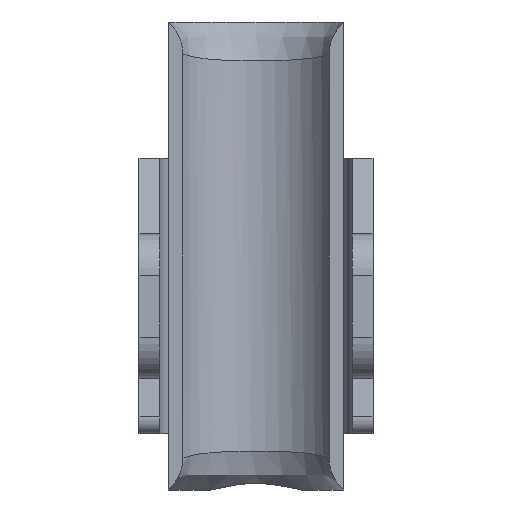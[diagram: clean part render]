
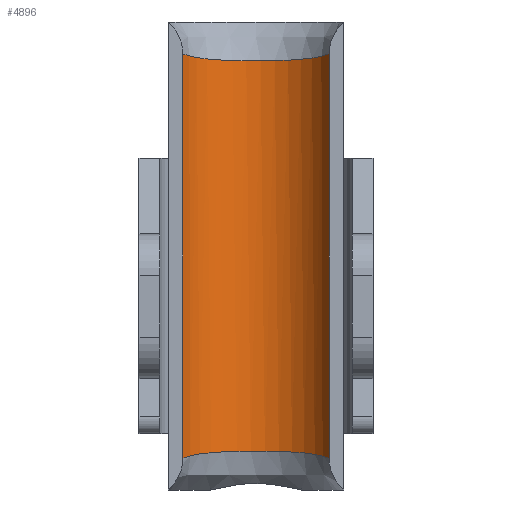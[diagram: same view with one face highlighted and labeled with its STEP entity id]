
A CAD part, front view. The second image highlights one B-rep face of the part: STEP entity #4896.
In plain terms, the highlighted cylindrical face has radius 6 mm (diameter 12 mm), a partial arc.
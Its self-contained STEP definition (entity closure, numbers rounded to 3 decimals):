
#103 = VERTEX_POINT ( 'NONE', #3073 ) ;
#261 = ORIENTED_EDGE ( 'NONE', *, *, #2287, .T. ) ;
#264 = CARTESIAN_POINT ( 'NONE',  ( 5.307, -3.2, 14.683 ) ) ;
#271 = CARTESIAN_POINT ( 'NONE',  ( -1.083, -0.092, -14.181 ) ) ;
#304 = CARTESIAN_POINT ( 'NONE',  ( 2.138, -0.387, -14.215 ) ) ;
#321 = CARTESIAN_POINT ( 'NONE',  ( 4.725, -2.292, 14.499 ) ) ;
#333 = CARTESIAN_POINT ( 'NONE',  ( 3.571, -1.148, -14.313 ) ) ;
#443 = CARTESIAN_POINT ( 'NONE',  ( 5.307, -3.2, 17. ) ) ;
#599 = CYLINDRICAL_SURFACE ( 'NONE', #3888, 6. ) ;
#728 = VERTEX_POINT ( 'NONE', #5532 ) ;
#738 = CARTESIAN_POINT ( 'NONE',  ( 0.555, 0., -14.172 ) ) ;
#888 = ORIENTED_EDGE ( 'NONE', *, *, #2385, .F. ) ;
#1154 = CARTESIAN_POINT ( 'NONE',  ( 4.001, -1.497, 14.364 ) ) ;
#1167 = CARTESIAN_POINT ( 'NONE',  ( 1.878, -0.295, -14.204 ) ) ;
#1186 = CARTESIAN_POINT ( 'NONE',  ( -0.27, 0., -14.172 ) ) ;
#1210 = CARTESIAN_POINT ( 'NONE',  ( 0.555, 0., 14.172 ) ) ;
#1355 = VERTEX_POINT ( 'NONE', #2086 ) ;
#1610 = CARTESIAN_POINT ( 'NONE',  ( 5.181, -2.961, -14.63 ) ) ;
#1650 = CARTESIAN_POINT ( 'NONE',  ( 1.091, -0.075, -14.179 ) ) ;
#1662 = CARTESIAN_POINT ( 'NONE',  ( -1.083, -0.092, 14.181 ) ) ;
#1679 = CARTESIAN_POINT ( 'NONE',  ( -3.339, -1.007, 14.294 ) ) ;
#1697 = DIRECTION ( 'NONE',  ( 0., 0., -1. ) ) ;
#1713 = VECTOR ( 'NONE', #4190, 1000. ) ;
#1782 = LINE ( 'NONE', #443, #4319 ) ;
#2034 = CARTESIAN_POINT ( 'NONE',  ( 1.878, -0.295, 14.204 ) ) ;
#2048 = CARTESIAN_POINT ( 'NONE',  ( -5.181, -2.961, -14.63 ) ) ;
#2061 = CARTESIAN_POINT ( 'NONE',  ( 2.637, -0.604, 14.241 ) ) ;
#2086 = CARTESIAN_POINT ( 'NONE',  ( -5.307, -3.2, -14.683 ) ) ;
#2089 = CARTESIAN_POINT ( 'NONE',  ( 2.877, -0.728, -14.257 ) ) ;
#2099 = CARTESIAN_POINT ( 'NONE',  ( 2.138, -0.387, 14.215 ) ) ;
#2287 = EDGE_CURVE ( 'NONE', #4708, #728, #3375, .T. ) ;
#2385 = EDGE_CURVE ( 'NONE', #4708, #103, #1782, .T. ) ;
#2502 = CARTESIAN_POINT ( 'NONE',  ( -1.352, -0.148, 14.188 ) ) ;
#2509 = CARTESIAN_POINT ( 'NONE',  ( -4.181, -1.688, -14.396 ) ) ;
#2550 = CARTESIAN_POINT ( 'NONE',  ( 5.181, -2.961, 14.63 ) ) ;
#2820 = CARTESIAN_POINT ( 'NONE',  ( 0., -6., 17. ) ) ;
#2894 = CARTESIAN_POINT ( 'NONE',  ( -5.307, -3.2, 17. ) ) ;
#2930 = CARTESIAN_POINT ( 'NONE',  ( -2.639, -0.584, 14.238 ) ) ;
#2938 = CARTESIAN_POINT ( 'NONE',  ( 5.038, -2.73, -14.583 ) ) ;
#2952 = CARTESIAN_POINT ( 'NONE',  ( -3.564, -1.165, 14.316 ) ) ;
#2964 = CARTESIAN_POINT ( 'NONE',  ( -3.564, -1.165, -14.316 ) ) ;
#2984 = CARTESIAN_POINT ( 'NONE',  ( -5.307, -3.2, -14.683 ) ) ;
#2995 = CARTESIAN_POINT ( 'NONE',  ( -5.307, -3.2, 14.683 ) ) ;
#3073 = CARTESIAN_POINT ( 'NONE',  ( 5.307, -3.2, -14.683 ) ) ;
#3176 = CARTESIAN_POINT ( 'NONE',  ( 5.307, -3.2, 14.683 ) ) ;
#3230 = ORIENTED_EDGE ( 'NONE', *, *, #5442, .T. ) ;
#3287 = LINE ( 'NONE', #2894, #1713 ) ;
#3356 = CARTESIAN_POINT ( 'NONE',  ( 4.554, -2.084, -14.462 ) ) ;
#3368 = CARTESIAN_POINT ( 'NONE',  ( 2.877, -0.728, 14.257 ) ) ;
#3375 = B_SPLINE_CURVE_WITH_KNOTS ( 'NONE', 3,
 ( #264, #2550, #5120, #321, #3785, #1154, #4294, #3368, #2061, #2099, #2034, #4219, #1210, #5562, #4649, #1662, #2502, #3867, #2930, #1679, #2952, #4706, #4669, #5617, #3385, #3808, #4241, #2995 ),
 .UNSPECIFIED., .F., .F.,
 ( 4, 2, 2, 2, 2, 2, 2, 2, 2, 2, 2, 2, 2, 4 ),
 ( 0., 0.001, 0.002, 0.003, 0.004, 0.005, 0.007, 0.007, 0.008, 0.01, 0.011, 0.012, 0.012, 0.013 ),
 .UNSPECIFIED. ) ;
#3385 = CARTESIAN_POINT ( 'NONE',  ( -4.724, -2.291, 14.499 ) ) ;
#3396 = CARTESIAN_POINT ( 'NONE',  ( 4.725, -2.292, -14.499 ) ) ;
#3410 = CARTESIAN_POINT ( 'NONE',  ( -1.352, -0.148, -14.188 ) ) ;
#3740 = EDGE_CURVE ( 'NONE', #1355, #103, #3811, .T. ) ;
#3785 = CARTESIAN_POINT ( 'NONE',  ( 4.554, -2.084, 14.462 ) ) ;
#3796 = CARTESIAN_POINT ( 'NONE',  ( -5.039, -2.732, -14.583 ) ) ;
#3808 = CARTESIAN_POINT ( 'NONE',  ( -5.039, -2.732, 14.583 ) ) ;
#3811 = B_SPLINE_CURVE_WITH_KNOTS ( 'NONE', 3,
 ( #2984, #2048, #3796, #4269, #3812, #2509, #5133, #2964, #5112, #5575, #4229, #3410, #271, #4694, #1186, #738, #1650, #1167, #304, #5611, #2089, #333, #3834, #3356, #3396, #2938, #1610, #5593 ),
 .UNSPECIFIED., .F., .F.,
 ( 4, 2, 2, 2, 2, 2, 2, 2, 2, 2, 2, 2, 2, 4 ),
 ( 0., 0.001, 0.002, 0.002, 0.003, 0.005, 0.006, 0.007, 0.008, 0.009, 0.01, 0.011, 0.012, 0.013 ),
 .UNSPECIFIED. ) ;
#3812 = CARTESIAN_POINT ( 'NONE',  ( -4.551, -2.081, -14.462 ) ) ;
#3834 = CARTESIAN_POINT ( 'NONE',  ( 4.001, -1.497, -14.364 ) ) ;
#3867 = CARTESIAN_POINT ( 'NONE',  ( -2.142, -0.369, 14.213 ) ) ;
#3888 = AXIS2_PLACEMENT_3D ( 'NONE', #2820, #4065, #4972 ) ;
#4065 = DIRECTION ( 'NONE',  ( 0., 0., -1. ) ) ;
#4083 = EDGE_LOOP ( 'NONE', ( #3230, #4220, #888, #261 ) ) ;
#4190 = DIRECTION ( 'NONE',  ( 0., 0., -1. ) ) ;
#4219 = CARTESIAN_POINT ( 'NONE',  ( 1.091, -0.075, 14.179 ) ) ;
#4220 = ORIENTED_EDGE ( 'NONE', *, *, #3740, .T. ) ;
#4229 = CARTESIAN_POINT ( 'NONE',  ( -2.142, -0.369, -14.213 ) ) ;
#4241 = CARTESIAN_POINT ( 'NONE',  ( -5.181, -2.961, 14.63 ) ) ;
#4269 = CARTESIAN_POINT ( 'NONE',  ( -4.724, -2.291, -14.499 ) ) ;
#4294 = CARTESIAN_POINT ( 'NONE',  ( 3.571, -1.148, 14.313 ) ) ;
#4319 = VECTOR ( 'NONE', #1697, 1000. ) ;
#4649 = CARTESIAN_POINT ( 'NONE',  ( -0.542, -0.018, 14.174 ) ) ;
#4669 = CARTESIAN_POINT ( 'NONE',  ( -4.181, -1.688, 14.396 ) ) ;
#4694 = CARTESIAN_POINT ( 'NONE',  ( -0.542, -0.018, -14.174 ) ) ;
#4706 = CARTESIAN_POINT ( 'NONE',  ( -3.984, -1.505, 14.367 ) ) ;
#4708 = VERTEX_POINT ( 'NONE', #3176 ) ;
#4896 = ADVANCED_FACE ( 'NONE', ( #5218 ), #599, .F. ) ;
#4972 = DIRECTION ( 'NONE',  ( -1., 0., 0. ) ) ;
#5112 = CARTESIAN_POINT ( 'NONE',  ( -3.339, -1.007, -14.294 ) ) ;
#5120 = CARTESIAN_POINT ( 'NONE',  ( 5.038, -2.73, 14.583 ) ) ;
#5133 = CARTESIAN_POINT ( 'NONE',  ( -3.984, -1.505, -14.367 ) ) ;
#5218 = FACE_OUTER_BOUND ( 'NONE', #4083, .T. ) ;
#5442 = EDGE_CURVE ( 'NONE', #728, #1355, #3287, .T. ) ;
#5532 = CARTESIAN_POINT ( 'NONE',  ( -5.307, -3.2, 14.683 ) ) ;
#5562 = CARTESIAN_POINT ( 'NONE',  ( -0.27, 0., 14.172 ) ) ;
#5575 = CARTESIAN_POINT ( 'NONE',  ( -2.639, -0.584, -14.238 ) ) ;
#5593 = CARTESIAN_POINT ( 'NONE',  ( 5.307, -3.2, -14.683 ) ) ;
#5611 = CARTESIAN_POINT ( 'NONE',  ( 2.637, -0.604, -14.241 ) ) ;
#5617 = CARTESIAN_POINT ( 'NONE',  ( -4.551, -2.081, 14.462 ) ) ;
